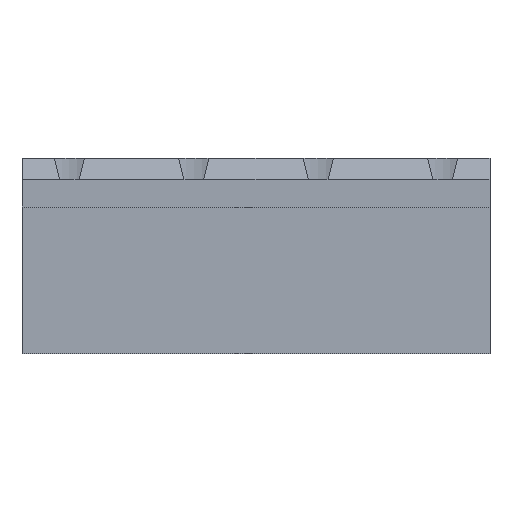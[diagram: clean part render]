
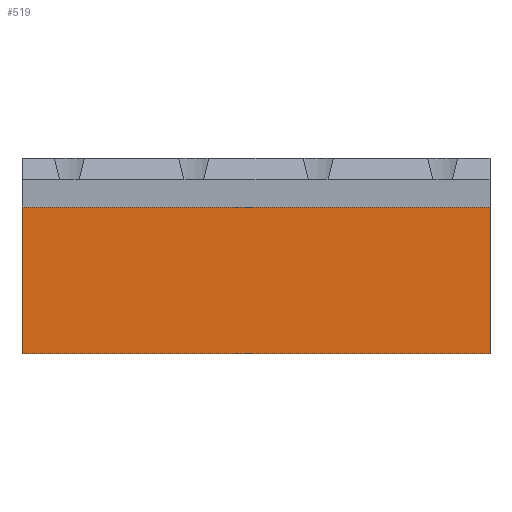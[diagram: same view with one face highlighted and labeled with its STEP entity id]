
A CAD part, front view. The second image highlights one B-rep face of the part: STEP entity #519.
In plain terms, the highlighted planar face has unit normal (0, -1, 0).
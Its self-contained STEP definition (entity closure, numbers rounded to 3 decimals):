
#519 = ADVANCED_FACE( '', ( #1042 ), #1043, .T. );
#1042 = FACE_OUTER_BOUND( '', #1570, .T. );
#1043 = PLANE( '', #1571 );
#1570 = EDGE_LOOP( '', ( #2928, #2929, #2930, #2931 ) );
#1571 = AXIS2_PLACEMENT_3D( '', #2932, #2933, #2934 );
#2928 = ORIENTED_EDGE( '', *, *, #3329, .F. );
#2929 = ORIENTED_EDGE( '', *, *, #3829, .F. );
#2930 = ORIENTED_EDGE( '', *, *, #3719, .T. );
#2931 = ORIENTED_EDGE( '', *, *, #3463, .T. );
#2932 = CARTESIAN_POINT( '', ( 14.33, -4.05, -6. ) );
#2933 = DIRECTION( '', ( 0., -1., 0. ) );
#2934 = DIRECTION( '', ( 0., 0., -1. ) );
#3329 = EDGE_CURVE( '', #4009, #4011, #4012, .T. );
#3463 = EDGE_CURVE( '', #4234, #4011, #4235, .T. );
#3719 = EDGE_CURVE( '', #4620, #4234, #4621, .T. );
#3829 = EDGE_CURVE( '', #4620, #4009, #4756, .T. );
#4009 = VERTEX_POINT( '', #4996 );
#4011 = VERTEX_POINT( '', #4999 );
#4012 = LINE( '', #5000, #5001 );
#4234 = VERTEX_POINT( '', #5317 );
#4235 = LINE( '', #5318, #5319 );
#4620 = VERTEX_POINT( '', #5885 );
#4621 = LINE( '', #5886, #5887 );
#4756 = LINE( '', #6092, #6093 );
#4996 = CARTESIAN_POINT( '', ( -14.33, -4.05, -6. ) );
#4999 = CARTESIAN_POINT( '', ( -14.33, -4.05, 3. ) );
#5000 = CARTESIAN_POINT( '', ( -14.33, -4.05, -6. ) );
#5001 = VECTOR( '', #6228, 1000. );
#5317 = CARTESIAN_POINT( '', ( 14.33, -4.05, 3. ) );
#5318 = CARTESIAN_POINT( '', ( 14.33, -4.05, 3. ) );
#5319 = VECTOR( '', #6359, 1000. );
#5885 = CARTESIAN_POINT( '', ( 14.33, -4.05, -6. ) );
#5886 = CARTESIAN_POINT( '', ( 14.33, -4.05, -6. ) );
#5887 = VECTOR( '', #6592, 1000. );
#6092 = CARTESIAN_POINT( '', ( 14.33, -4.05, -6. ) );
#6093 = VECTOR( '', #6666, 1000. );
#6228 = DIRECTION( '', ( 0., 0., 1. ) );
#6359 = DIRECTION( '', ( -1., 0., 0. ) );
#6592 = DIRECTION( '', ( 0., 0., 1. ) );
#6666 = DIRECTION( '', ( -1., 0., 0. ) );
